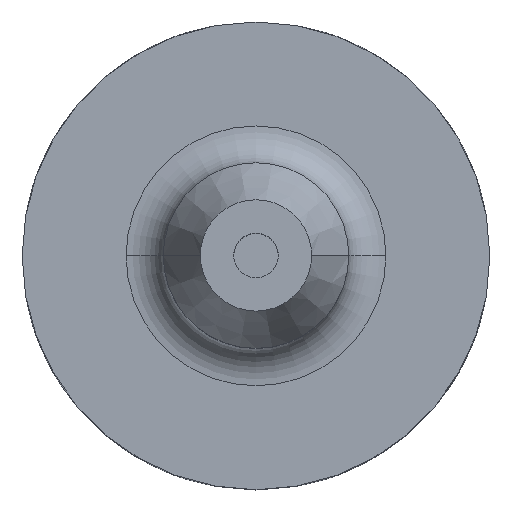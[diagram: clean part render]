
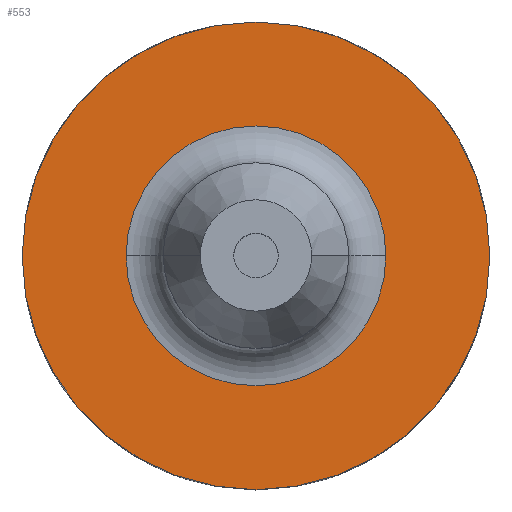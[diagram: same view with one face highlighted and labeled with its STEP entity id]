
A CAD part, top view. The second image highlights one B-rep face of the part: STEP entity #553.
In plain terms, the highlighted planar face has unit normal (0, 0, 1).
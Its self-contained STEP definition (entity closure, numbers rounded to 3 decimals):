
#153 = PLANE ( 'NONE',  #497 ) ;
#233 = AXIS2_PLACEMENT_3D ( 'NONE', #3289, #3674, #1427 ) ;
#304 = VERTEX_POINT ( 'NONE', #1706 ) ;
#364 = CIRCLE ( 'NONE', #4700, 31.5 ) ;
#497 = AXIS2_PLACEMENT_3D ( 'NONE', #2351, #3904, #1647 ) ;
#553 = ADVANCED_FACE ( 'NONE', ( #4454, #2056 ), #153, .F. ) ;
#980 = CARTESIAN_POINT ( 'NONE',  ( 0., 0., 22. ) ) ;
#1050 = CARTESIAN_POINT ( 'NONE',  ( 0., 0., 22. ) ) ;
#1104 = ORIENTED_EDGE ( 'NONE', *, *, #1954, .T. ) ;
#1304 = ORIENTED_EDGE ( 'NONE', *, *, #2364, .T. ) ;
#1348 = DIRECTION ( 'NONE',  ( -1., 0., 0. ) ) ;
#1427 = DIRECTION ( 'NONE',  ( -1., 0., 0. ) ) ;
#1457 = DIRECTION ( 'NONE',  ( 0., 0., 1. ) ) ;
#1647 = DIRECTION ( 'NONE',  ( -1., 0., 0. ) ) ;
#1665 = EDGE_CURVE ( 'NONE', #304, #3366, #2597, .T. ) ;
#1706 = CARTESIAN_POINT ( 'NONE',  ( -31.5, 0., 22. ) ) ;
#1954 = EDGE_CURVE ( 'NONE', #3366, #304, #364, .T. ) ;
#2056 = FACE_OUTER_BOUND ( 'NONE', #3725, .T. ) ;
#2071 = EDGE_LOOP ( 'NONE', ( #1304, #4284 ) ) ;
#2153 = ORIENTED_EDGE ( 'NONE', *, *, #1665, .T. ) ;
#2298 = EDGE_CURVE ( 'NONE', #3347, #2377, #4582, .T. ) ;
#2328 = CARTESIAN_POINT ( 'NONE',  ( 31.5, 0., 22. ) ) ;
#2351 = CARTESIAN_POINT ( 'NONE',  ( 0., 0., 22. ) ) ;
#2364 = EDGE_CURVE ( 'NONE', #2377, #3347, #4329, .T. ) ;
#2377 = VERTEX_POINT ( 'NONE', #4424 ) ;
#2505 = DIRECTION ( 'NONE',  ( 0., 0., 1. ) ) ;
#2560 = DIRECTION ( 'NONE',  ( 1., 0., 0. ) ) ;
#2597 = CIRCLE ( 'NONE', #4087, 31.5 ) ;
#2898 = AXIS2_PLACEMENT_3D ( 'NONE', #980, #3590, #1348 ) ;
#3289 = CARTESIAN_POINT ( 'NONE',  ( 0., 0., 22. ) ) ;
#3347 = VERTEX_POINT ( 'NONE', #4517 ) ;
#3352 = CARTESIAN_POINT ( 'NONE',  ( 0., 0., 22. ) ) ;
#3366 = VERTEX_POINT ( 'NONE', #2328 ) ;
#3590 = DIRECTION ( 'NONE',  ( 0., 0., -1. ) ) ;
#3674 = DIRECTION ( 'NONE',  ( 0., 0., -1. ) ) ;
#3725 = EDGE_LOOP ( 'NONE', ( #1104, #2153 ) ) ;
#3904 = DIRECTION ( 'NONE',  ( 0., 0., -1. ) ) ;
#4087 = AXIS2_PLACEMENT_3D ( 'NONE', #3352, #1457, #2560 ) ;
#4284 = ORIENTED_EDGE ( 'NONE', *, *, #2298, .T. ) ;
#4329 = CIRCLE ( 'NONE', #233, 17.5 ) ;
#4424 = CARTESIAN_POINT ( 'NONE',  ( -17.5, 0., 22. ) ) ;
#4454 = FACE_BOUND ( 'NONE', #2071, .T. ) ;
#4517 = CARTESIAN_POINT ( 'NONE',  ( 17.5, 0., 22. ) ) ;
#4582 = CIRCLE ( 'NONE', #2898, 17.5 ) ;
#4700 = AXIS2_PLACEMENT_3D ( 'NONE', #1050, #2505, #4815 ) ;
#4815 = DIRECTION ( 'NONE',  ( 1., 0., 0. ) ) ;
